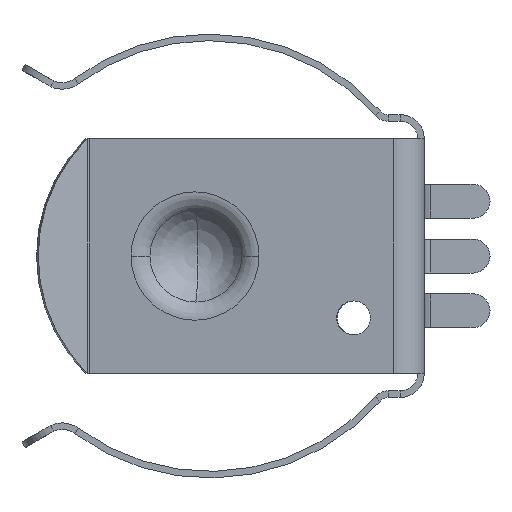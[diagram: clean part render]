
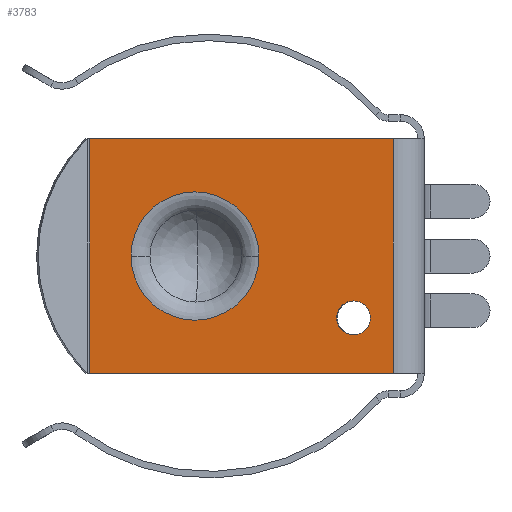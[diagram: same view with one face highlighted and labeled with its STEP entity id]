
A CAD part, left-side view. The second image highlights one B-rep face of the part: STEP entity #3783.
In plain terms, the highlighted planar face has unit normal (-0.996, 0.087, 0).
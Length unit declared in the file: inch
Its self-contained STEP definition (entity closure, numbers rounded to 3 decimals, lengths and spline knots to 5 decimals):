
#15 = VERTEX_POINT ( 'NONE', #3808 ) ;
#37 = CIRCLE ( 'NONE', #836, 0.11706 ) ;
#143 = VERTEX_POINT ( 'NONE', #2368 ) ;
#237 = ORIENTED_EDGE ( 'NONE', *, *, #1998, .T. ) ;
#248 = AXIS2_PLACEMENT_3D ( 'NONE', #967, #1200, #3672 ) ;
#289 = CARTESIAN_POINT ( 'NONE',  ( -0.1368, 0.05653, -0.214 ) ) ;
#361 = LINE ( 'NONE', #3257, #2470 ) ;
#443 = VERTEX_POINT ( 'NONE', #1117 ) ;
#475 = EDGE_LOOP ( 'NONE', ( #3525, #237 ) ) ;
#539 = DIRECTION ( 'NONE',  ( 0.996, -0.087, 0. ) ) ;
#709 = CARTESIAN_POINT ( 'NONE',  ( -0.09495, 0.53496, 0. ) ) ;
#722 = ORIENTED_EDGE ( 'NONE', *, *, #2541, .T. ) ;
#732 = CARTESIAN_POINT ( 'NONE',  ( -0.10515, 0.41835, 0. ) ) ;
#796 = CIRCLE ( 'NONE', #248, 0.031 ) ;
#816 = EDGE_CURVE ( 'NONE', #1620, #15, #2267, .T. ) ;
#817 = CARTESIAN_POINT ( 'NONE',  ( -0.14061, 0.01305, 0.214 ) ) ;
#836 = AXIS2_PLACEMENT_3D ( 'NONE', #732, #3552, #841 ) ;
#841 = DIRECTION ( 'NONE',  ( 0.087, 0.996, 0. ) ) ;
#942 = CARTESIAN_POINT ( 'NONE',  ( -0.08831, 0.61076, 0.214 ) ) ;
#967 = CARTESIAN_POINT ( 'NONE',  ( -0.13047, 0.12886, -0.113 ) ) ;
#1001 = CARTESIAN_POINT ( 'NONE',  ( -0.1368, 0.05653, -0.214 ) ) ;
#1117 = CARTESIAN_POINT ( 'NONE',  ( -0.08831, 0.61076, -0.214 ) ) ;
#1165 = VECTOR ( 'NONE', #2690, 39.37008 ) ;
#1174 = EDGE_CURVE ( 'NONE', #1912, #3297, #37, .T. ) ;
#1200 = DIRECTION ( 'NONE',  ( 0.996, -0.087, 0. ) ) ;
#1222 = EDGE_CURVE ( 'NONE', #443, #2236, #361, .T. ) ;
#1253 = FACE_BOUND ( 'NONE', #3015, .T. ) ;
#1287 = DIRECTION ( 'NONE',  ( 0., 0., -1. ) ) ;
#1344 = FACE_OUTER_BOUND ( 'NONE', #1798, .T. ) ;
#1384 = CIRCLE ( 'NONE', #2510, 0.11706 ) ;
#1390 = LINE ( 'NONE', #3539, #2089 ) ;
#1427 = EDGE_CURVE ( 'NONE', #143, #3105, #2514, .T. ) ;
#1442 = DIRECTION ( 'NONE',  ( 0.087, 0.996, 0. ) ) ;
#1452 = DIRECTION ( 'NONE',  ( 0., 0., -1. ) ) ;
#1470 = ORIENTED_EDGE ( 'NONE', *, *, #1427, .T. ) ;
#1577 = CARTESIAN_POINT ( 'NONE',  ( -0.11535, 0.30174, 0. ) ) ;
#1583 = DIRECTION ( 'NONE',  ( 0.996, -0.087, 0. ) ) ;
#1602 = LINE ( 'NONE', #1001, #1165 ) ;
#1605 = VECTOR ( 'NONE', #2849, 39.37008 ) ;
#1620 = VERTEX_POINT ( 'NONE', #3695 ) ;
#1624 = PLANE ( 'NONE',  #2060 ) ;
#1729 = DIRECTION ( 'NONE',  ( -0.087, -0.996, 0. ) ) ;
#1798 = EDGE_LOOP ( 'NONE', ( #3549, #1470, #2398, #3044 ) ) ;
#1907 = EDGE_CURVE ( 'NONE', #143, #2236, #1602, .T. ) ;
#1912 = VERTEX_POINT ( 'NONE', #1577 ) ;
#1979 = CARTESIAN_POINT ( 'NONE',  ( -0.13047, 0.12886, -0.113 ) ) ;
#1998 = EDGE_CURVE ( 'NONE', #15, #1620, #796, .T. ) ;
#2000 = DIRECTION ( 'NONE',  ( 0.087, 0.996, 0. ) ) ;
#2041 = FACE_BOUND ( 'NONE', #475, .T. ) ;
#2060 = AXIS2_PLACEMENT_3D ( 'NONE', #817, #539, #1287 ) ;
#2089 = VECTOR ( 'NONE', #1452, 39.37008 ) ;
#2236 = VERTEX_POINT ( 'NONE', #289 ) ;
#2267 = CIRCLE ( 'NONE', #2382, 0.031 ) ;
#2368 = CARTESIAN_POINT ( 'NONE',  ( -0.1368, 0.05653, 0.214 ) ) ;
#2382 = AXIS2_PLACEMENT_3D ( 'NONE', #1979, #1583, #1442 ) ;
#2398 = ORIENTED_EDGE ( 'NONE', *, *, #3520, .T. ) ;
#2470 = VECTOR ( 'NONE', #1729, 39.37008 ) ;
#2510 = AXIS2_PLACEMENT_3D ( 'NONE', #3485, #3198, #2000 ) ;
#2514 = LINE ( 'NONE', #3852, #1605 ) ;
#2541 = EDGE_CURVE ( 'NONE', #3297, #1912, #1384, .T. ) ;
#2690 = DIRECTION ( 'NONE',  ( 0., 0., -1. ) ) ;
#2849 = DIRECTION ( 'NONE',  ( 0.087, 0.996, 0. ) ) ;
#3015 = EDGE_LOOP ( 'NONE', ( #722, #3649 ) ) ;
#3044 = ORIENTED_EDGE ( 'NONE', *, *, #1222, .T. ) ;
#3105 = VERTEX_POINT ( 'NONE', #942 ) ;
#3198 = DIRECTION ( 'NONE',  ( 0.996, -0.087, 0. ) ) ;
#3257 = CARTESIAN_POINT ( 'NONE',  ( -0.14061, 0.01305, -0.214 ) ) ;
#3297 = VERTEX_POINT ( 'NONE', #709 ) ;
#3485 = CARTESIAN_POINT ( 'NONE',  ( -0.10515, 0.41835, 0. ) ) ;
#3520 = EDGE_CURVE ( 'NONE', #3105, #443, #1390, .T. ) ;
#3525 = ORIENTED_EDGE ( 'NONE', *, *, #816, .T. ) ;
#3539 = CARTESIAN_POINT ( 'NONE',  ( -0.08831, 0.61076, 0.214 ) ) ;
#3549 = ORIENTED_EDGE ( 'NONE', *, *, #1907, .F. ) ;
#3552 = DIRECTION ( 'NONE',  ( 0.996, -0.087, 0. ) ) ;
#3649 = ORIENTED_EDGE ( 'NONE', *, *, #1174, .T. ) ;
#3672 = DIRECTION ( 'NONE',  ( 0.087, 0.996, 0. ) ) ;
#3695 = CARTESIAN_POINT ( 'NONE',  ( -0.12777, 0.15974, -0.113 ) ) ;
#3783 = ADVANCED_FACE ( 'NONE', ( #1344, #2041, #1253 ), #1624, .F. ) ;
#3808 = CARTESIAN_POINT ( 'NONE',  ( -0.13318, 0.09798, -0.113 ) ) ;
#3852 = CARTESIAN_POINT ( 'NONE',  ( -0.14061, 0.01305, 0.214 ) ) ;
